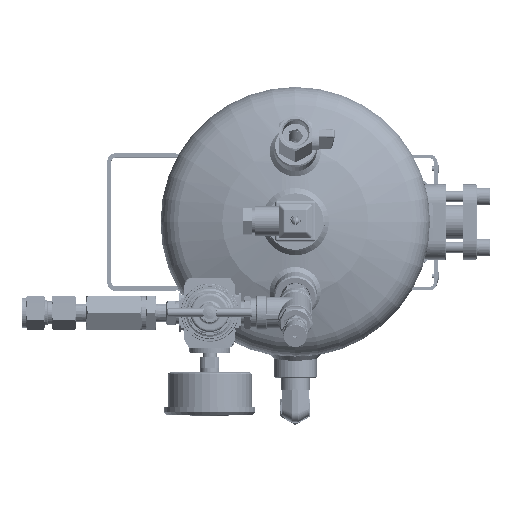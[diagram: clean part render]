
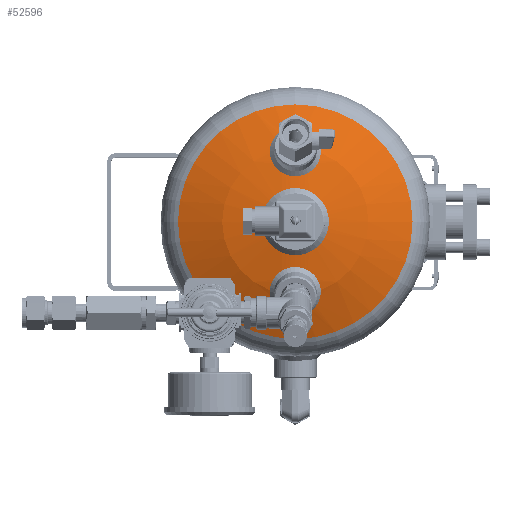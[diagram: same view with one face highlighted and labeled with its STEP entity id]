
A CAD part, top view. The second image highlights one B-rep face of the part: STEP entity #52596.
In plain terms, the highlighted spherical face has radius 202.3 mm.
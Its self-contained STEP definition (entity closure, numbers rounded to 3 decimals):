
#644=SPHERICAL_SURFACE('',#63259,202.3);
#10116=CIRCLE('',#63254,15.);
#10120=CIRCLE('',#63260,15.);
#10121=CIRCLE('',#63261,87.326);
#10122=CIRCLE('',#63262,20.);
#12364=ORIENTED_EDGE('',*,*,#27862,.T.);
#12365=ORIENTED_EDGE('',*,*,#27866,.T.);
#12366=ORIENTED_EDGE('',*,*,#27867,.F.);
#12367=ORIENTED_EDGE('',*,*,#27868,.F.);
#27862=EDGE_CURVE('',#35676,#35676,#10116,.T.);
#27866=EDGE_CURVE('',#35680,#35680,#10120,.T.);
#27867=EDGE_CURVE('',#35681,#35681,#10121,.T.);
#27868=EDGE_CURVE('',#35682,#35682,#10122,.F.);
#35676=VERTEX_POINT('',#83334);
#35680=VERTEX_POINT('',#83344);
#35681=VERTEX_POINT('',#83346);
#35682=VERTEX_POINT('',#83348);
#43420=EDGE_LOOP('',(#12364));
#43421=EDGE_LOOP('',(#12365));
#43422=EDGE_LOOP('',(#12366));
#43423=EDGE_LOOP('',(#12367));
#47629=FACE_BOUND('',#43420,.T.);
#47630=FACE_BOUND('',#43421,.T.);
#47631=FACE_BOUND('',#43422,.T.);
#47632=FACE_BOUND('',#43423,.T.);
#52596=ADVANCED_FACE('',(#47629,#47630,#47631,#47632),#644,.T.);
#63254=AXIS2_PLACEMENT_3D('',#83333,#69001,#69002);
#63259=AXIS2_PLACEMENT_3D('',#83342,#69011,#69012);
#63260=AXIS2_PLACEMENT_3D('',#83343,#69013,#69014);
#63261=AXIS2_PLACEMENT_3D('',#83345,#69015,#69016);
#63262=AXIS2_PLACEMENT_3D('',#83347,#69017,#69018);
#69001=DIRECTION('',(0.259,0.,-0.966));
#69002=DIRECTION('',(0.966,0.,0.259));
#69011=DIRECTION('',(0.,0.,-1.));
#69012=DIRECTION('',(1.,0.,0.));
#69013=DIRECTION('',(-0.259,0.,-0.966));
#69014=DIRECTION('',(-0.966,0.,0.259));
#69015=DIRECTION('',(0.,0.,-1.));
#69016=DIRECTION('',(-1.,0.,0.));
#69017=DIRECTION('',(0.,0.,-1.));
#69018=DIRECTION('',(-1.,0.,0.));
#83333=CARTESIAN_POINT('',(-52.215,0.,46.028));
#83334=CARTESIAN_POINT('',(-37.726,0.,49.911));
#83342=CARTESIAN_POINT('',(0.,0.,-148.841));
#83343=CARTESIAN_POINT('',(52.215,0.,46.028));
#83344=CARTESIAN_POINT('',(37.726,0.,49.911));
#83345=CARTESIAN_POINT('',(0.,0.,33.641));
#83346=CARTESIAN_POINT('',(-87.326,0.,33.641));
#83347=CARTESIAN_POINT('',(0.,0.,52.468));
#83348=CARTESIAN_POINT('',(-20.,0.,52.468));
